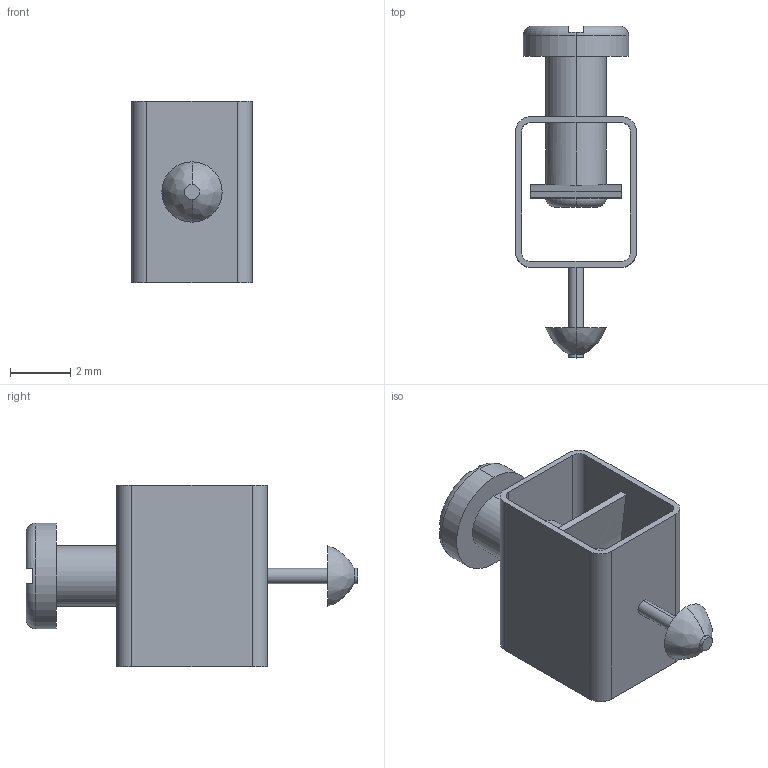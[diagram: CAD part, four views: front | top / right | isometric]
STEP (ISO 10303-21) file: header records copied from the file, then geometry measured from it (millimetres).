
FILE_DESCRIPTION (( 'STEP AP214' ), '1' );
FILE_NAME ('Metal Clamp Part.STEP', '2023-02-25T15:48:50', ( '' ), ( '' ), 'SwSTEP 2.0', 'SolidWorks 2023', '' );
FILE_SCHEMA (( 'AUTOMOTIVE_DESIGN' ));
Length unit declared in the file: millimetre
Products named in the file (1): Metal Clamp Part_Varsayılan
Bounding box: 4 x 11 x 6 mm (x, y, z)
Volume: 48.2 mm3; surface area: 298 mm2
Topology: 1 solids, 1 shells, 59 faces, 144 edges, 94 vertices
Faces by surface type: plane 31, cylinder 20, bspline 4, torus 4
Entity records: 1877 total; most frequent: CARTESIAN_POINT 454, DIRECTION 292, ORIENTED_EDGE 288, EDGE_CURVE 144, AXIS2_PLACEMENT_3D 110, VERTEX_POINT 94, VECTOR 72, LINE 72
